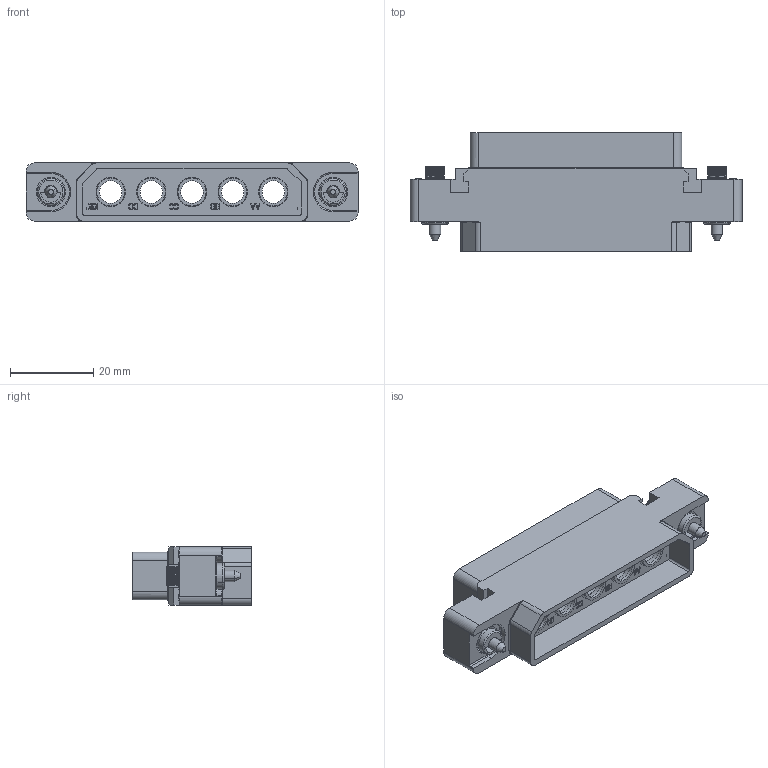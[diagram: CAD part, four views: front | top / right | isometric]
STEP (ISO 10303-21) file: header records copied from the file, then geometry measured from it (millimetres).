
FILE_DESCRIPTION((''),'2;1');
FILE_NAME('1900ND07P1A00A','2019-10-29T',('presta_be4'),(''),'CREO PARAMETRIC BY PTC INC, 2018360','CREO PARAMETRIC BY PTC INC, 2018360','');
FILE_SCHEMA(('CONFIG_CONTROL_DESIGN'));
Products named in the file (1): 1900ND07P1A00A
Bounding box: 80 x 28.64 x 14 mm (x, y, z)
Volume: 13279.8 mm3; surface area: 12381.1 mm2
Topology: 3 solids, 3 shells, 1935 faces, 5233 edges, 3398 vertices
Faces by surface type: plane 1356, cylinder 337, torus 128, cone 86, extrusion 28
Entity records: 67776 total; most frequent: CARTESIAN_POINT 18994, ORIENTED_EDGE 10458, DIRECTION 9639, EDGE_CURVE 5229, VECTOR 3887, LINE 3859, VERTEX_POINT 3398, AXIS2_PLACEMENT_3D 2876
